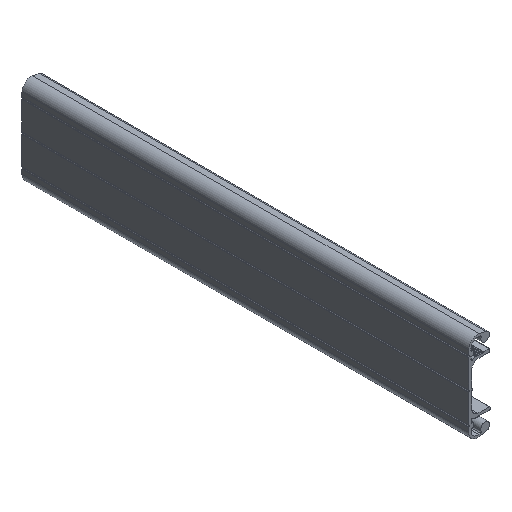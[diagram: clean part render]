
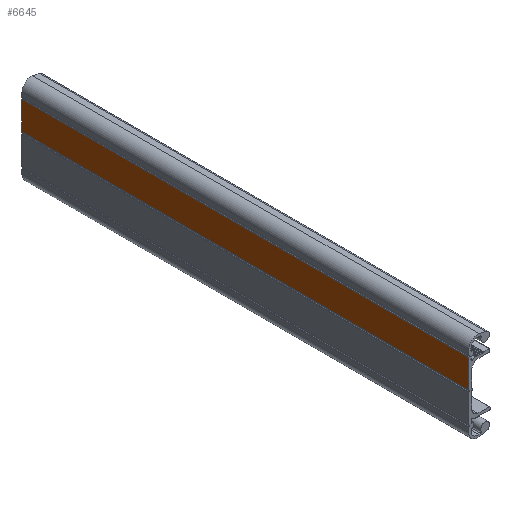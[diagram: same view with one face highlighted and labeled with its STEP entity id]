
A CAD part, isometric view. The second image highlights one B-rep face of the part: STEP entity #6645.
In plain terms, the highlighted planar face has unit normal (-1, 0, 0).
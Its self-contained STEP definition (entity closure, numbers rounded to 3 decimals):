
#44 = PLANE('',#45);
#45 = AXIS2_PLACEMENT_3D('',#46,#47,#48);
#46 = CARTESIAN_POINT('',(-4.6,100.,0.));
#47 = DIRECTION('',(0.,-1.,0.));
#48 = DIRECTION('',(0.,0.,-1.));
#100 = PLANE('',#101);
#101 = AXIS2_PLACEMENT_3D('',#102,#103,#104);
#102 = CARTESIAN_POINT('',(-4.6,-100.,0.));
#103 = DIRECTION('',(0.,-1.,0.));
#104 = DIRECTION('',(0.,0.,-1.));
#1467 = VERTEX_POINT('',#1468);
#1468 = CARTESIAN_POINT('',(-5.4,-100.,13.052));
#1483 = CYLINDRICAL_SURFACE('',#1484,0.2);
#1484 = AXIS2_PLACEMENT_3D('',#1485,#1486,#1487);
#1485 = CARTESIAN_POINT('',(-5.2,-100.,13.052));
#1486 = DIRECTION('',(-0.,-1.,-0.));
#1487 = DIRECTION('',(0.,0.,1.));
#1495 = EDGE_CURVE('',#1467,#1496,#1498,.T.);
#1496 = VERTEX_POINT('',#1497);
#1497 = CARTESIAN_POINT('',(-5.4,-100.,0.447));
#1498 = SURFACE_CURVE('',#1499,(#1503,#1510),.PCURVE_S1.);
#1499 = LINE('',#1500,#1501);
#1500 = CARTESIAN_POINT('',(-5.4,-100.,13.052));
#1501 = VECTOR('',#1502,1.);
#1502 = DIRECTION('',(0.,0.,-1.));
#1503 = PCURVE('',#100,#1504);
#1504 = DEFINITIONAL_REPRESENTATION('',(#1505),#1509);
#1505 = LINE('',#1506,#1507);
#1506 = CARTESIAN_POINT('',(-13.052,-0.8));
#1507 = VECTOR('',#1508,1.);
#1508 = DIRECTION('',(1.,0.));
#1509 = ( GEOMETRIC_REPRESENTATION_CONTEXT(2) 
PARAMETRIC_REPRESENTATION_CONTEXT() REPRESENTATION_CONTEXT('2D SPACE',''
  ) );
#1510 = PCURVE('',#1511,#1516);
#1511 = PLANE('',#1512);
#1512 = AXIS2_PLACEMENT_3D('',#1513,#1514,#1515);
#1513 = CARTESIAN_POINT('',(-5.4,-100.,13.052));
#1514 = DIRECTION('',(1.,0.,0.));
#1515 = DIRECTION('',(0.,0.,-1.));
#1516 = DEFINITIONAL_REPRESENTATION('',(#1517),#1521);
#1517 = LINE('',#1518,#1519);
#1518 = CARTESIAN_POINT('',(0.,0.));
#1519 = VECTOR('',#1520,1.);
#1520 = DIRECTION('',(1.,0.));
#1521 = ( GEOMETRIC_REPRESENTATION_CONTEXT(2) 
PARAMETRIC_REPRESENTATION_CONTEXT() REPRESENTATION_CONTEXT('2D SPACE',''
  ) );
#1540 = CYLINDRICAL_SURFACE('',#1541,0.2);
#1541 = AXIS2_PLACEMENT_3D('',#1542,#1543,#1544);
#1542 = CARTESIAN_POINT('',(-5.2,-100.,0.447));
#1543 = DIRECTION('',(-0.,-1.,-0.));
#1544 = DIRECTION('',(0.,0.,1.));
#4242 = VERTEX_POINT('',#4243);
#4243 = CARTESIAN_POINT('',(-5.4,100.,0.447));
#4265 = EDGE_CURVE('',#4266,#4242,#4268,.T.);
#4266 = VERTEX_POINT('',#4267);
#4267 = CARTESIAN_POINT('',(-5.4,100.,13.052));
#4268 = SURFACE_CURVE('',#4269,(#4273,#4280),.PCURVE_S1.);
#4269 = LINE('',#4270,#4271);
#4270 = CARTESIAN_POINT('',(-5.4,100.,13.052));
#4271 = VECTOR('',#4272,1.);
#4272 = DIRECTION('',(0.,0.,-1.));
#4273 = PCURVE('',#44,#4274);
#4274 = DEFINITIONAL_REPRESENTATION('',(#4275),#4279);
#4275 = LINE('',#4276,#4277);
#4276 = CARTESIAN_POINT('',(-13.052,-0.8));
#4277 = VECTOR('',#4278,1.);
#4278 = DIRECTION('',(1.,0.));
#4279 = ( GEOMETRIC_REPRESENTATION_CONTEXT(2) 
PARAMETRIC_REPRESENTATION_CONTEXT() REPRESENTATION_CONTEXT('2D SPACE',''
  ) );
#4280 = PCURVE('',#1511,#4281);
#4281 = DEFINITIONAL_REPRESENTATION('',(#4282),#4286);
#4282 = LINE('',#4283,#4284);
#4283 = CARTESIAN_POINT('',(0.,200.));
#4284 = VECTOR('',#4285,1.);
#4285 = DIRECTION('',(1.,0.));
#4286 = ( GEOMETRIC_REPRESENTATION_CONTEXT(2) 
PARAMETRIC_REPRESENTATION_CONTEXT() REPRESENTATION_CONTEXT('2D SPACE',''
  ) );
#6623 = EDGE_CURVE('',#1467,#4266,#6624,.T.);
#6624 = SURFACE_CURVE('',#6625,(#6629,#6636),.PCURVE_S1.);
#6625 = LINE('',#6626,#6627);
#6626 = CARTESIAN_POINT('',(-5.4,-100.,13.052));
#6627 = VECTOR('',#6628,1.);
#6628 = DIRECTION('',(0.,1.,0.));
#6629 = PCURVE('',#1483,#6630);
#6630 = DEFINITIONAL_REPRESENTATION('',(#6631),#6635);
#6631 = LINE('',#6632,#6633);
#6632 = CARTESIAN_POINT('',(1.571,0.));
#6633 = VECTOR('',#6634,1.);
#6634 = DIRECTION('',(0.,-1.));
#6635 = ( GEOMETRIC_REPRESENTATION_CONTEXT(2) 
PARAMETRIC_REPRESENTATION_CONTEXT() REPRESENTATION_CONTEXT('2D SPACE',''
  ) );
#6636 = PCURVE('',#1511,#6637);
#6637 = DEFINITIONAL_REPRESENTATION('',(#6638),#6642);
#6638 = LINE('',#6639,#6640);
#6639 = CARTESIAN_POINT('',(0.,0.));
#6640 = VECTOR('',#6641,1.);
#6641 = DIRECTION('',(0.,1.));
#6642 = ( GEOMETRIC_REPRESENTATION_CONTEXT(2) 
PARAMETRIC_REPRESENTATION_CONTEXT() REPRESENTATION_CONTEXT('2D SPACE',''
  ) );
#6645 = ADVANCED_FACE('',(#6646),#1511,.F.);
#6646 = FACE_BOUND('',#6647,.T.);
#6647 = EDGE_LOOP('',(#6648,#6649,#6670,#6671));
#6648 = ORIENTED_EDGE('',*,*,#4265,.T.);
#6649 = ORIENTED_EDGE('',*,*,#6650,.F.);
#6650 = EDGE_CURVE('',#1496,#4242,#6651,.T.);
#6651 = SURFACE_CURVE('',#6652,(#6656,#6663),.PCURVE_S1.);
#6652 = LINE('',#6653,#6654);
#6653 = CARTESIAN_POINT('',(-5.4,-100.,0.447));
#6654 = VECTOR('',#6655,1.);
#6655 = DIRECTION('',(0.,1.,0.));
#6656 = PCURVE('',#1511,#6657);
#6657 = DEFINITIONAL_REPRESENTATION('',(#6658),#6662);
#6658 = LINE('',#6659,#6660);
#6659 = CARTESIAN_POINT('',(12.605,0.));
#6660 = VECTOR('',#6661,1.);
#6661 = DIRECTION('',(0.,1.));
#6662 = ( GEOMETRIC_REPRESENTATION_CONTEXT(2) 
PARAMETRIC_REPRESENTATION_CONTEXT() REPRESENTATION_CONTEXT('2D SPACE',''
  ) );
#6663 = PCURVE('',#1540,#6664);
#6664 = DEFINITIONAL_REPRESENTATION('',(#6665),#6669);
#6665 = LINE('',#6666,#6667);
#6666 = CARTESIAN_POINT('',(1.571,0.));
#6667 = VECTOR('',#6668,1.);
#6668 = DIRECTION('',(0.,-1.));
#6669 = ( GEOMETRIC_REPRESENTATION_CONTEXT(2) 
PARAMETRIC_REPRESENTATION_CONTEXT() REPRESENTATION_CONTEXT('2D SPACE',''
  ) );
#6670 = ORIENTED_EDGE('',*,*,#1495,.F.);
#6671 = ORIENTED_EDGE('',*,*,#6623,.T.);
